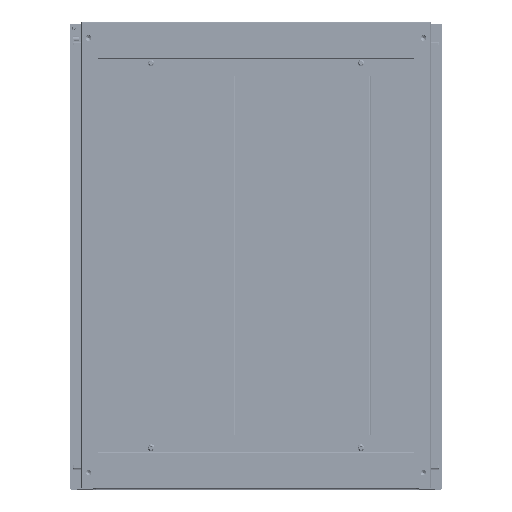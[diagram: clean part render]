
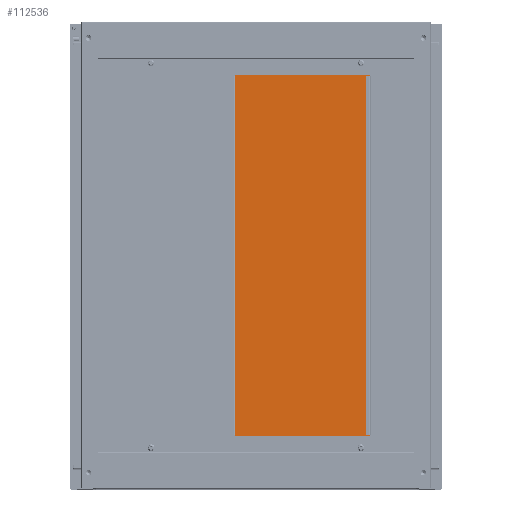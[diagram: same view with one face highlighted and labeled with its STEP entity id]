
A CAD part, top view. The second image highlights one B-rep face of the part: STEP entity #112536.
In plain terms, the highlighted face is planar.
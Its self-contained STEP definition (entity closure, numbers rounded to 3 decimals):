
#29580 = VERTEX_POINT ( 'NONE', #49917 ) ;
#29582 = VERTEX_POINT ( 'NONE', #49918 ) ;
#29585 = VERTEX_POINT ( 'NONE', #49919 ) ;
#29588 = VERTEX_POINT ( 'NONE', #49920 ) ;
#29591 = VERTEX_POINT ( 'NONE', #49921 ) ;
#29594 = VERTEX_POINT ( 'NONE', #49922 ) ;
#29597 = VERTEX_POINT ( 'NONE', #49923 ) ;
#29599 = VERTEX_POINT ( 'NONE', #49924 ) ;
#36390 = FACE_OUTER_BOUND ( 'NONE', #54479, .T. ) ;
#41877 = CARTESIAN_POINT ( 'NONE',  ( -400., -149., 1.5 ) ) ;
#41886 = PLANE ( 'NONE',  #51028 ) ;
#41896 = DIRECTION ( 'NONE',  ( 0., 0., 1. ) ) ;
#41898 = DIRECTION ( 'NONE',  ( 1., 0., 0. ) ) ;
#49917 = CARTESIAN_POINT ( 'NONE',  ( -385., -149., 1.5 ) ) ;
#49918 = CARTESIAN_POINT ( 'NONE',  ( -400., -149., 1.5 ) ) ;
#49919 = CARTESIAN_POINT ( 'NONE',  ( -400., 149., 1.5 ) ) ;
#49920 = CARTESIAN_POINT ( 'NONE',  ( 400., 149., 1.5 ) ) ;
#49921 = CARTESIAN_POINT ( 'NONE',  ( 400., -149., 1.5 ) ) ;
#49922 = CARTESIAN_POINT ( 'NONE',  ( 385., -149., 1.5 ) ) ;
#49923 = CARTESIAN_POINT ( 'NONE',  ( -385., -147.99, 1.5 ) ) ;
#49924 = CARTESIAN_POINT ( 'NONE',  ( 385., -147.99, 1.5 ) ) ;
#51028 = AXIS2_PLACEMENT_3D ( 'NONE', #41877, #41896, #41898 ) ;
#54479 = EDGE_LOOP ( 'NONE', ( #83053, #83051, #83049, #83047, #83045, #83043, #83041, #83039 ) ) ;
#59088 = LINE ( 'NONE', #60686, #59097 ) ;
#59097 = VECTOR ( 'NONE', #60697, 1000. ) ;
#59101 = LINE ( 'NONE', #60702, #59102 ) ;
#59102 = VECTOR ( 'NONE', #60704, 1000. ) ;
#59103 = LINE ( 'NONE', #60706, #59104 ) ;
#59104 = VECTOR ( 'NONE', #60707, 1000. ) ;
#59105 = LINE ( 'NONE', #60710, #59106 ) ;
#59106 = VECTOR ( 'NONE', #60712, 1000. ) ;
#59107 = LINE ( 'NONE', #60714, #59108 ) ;
#59108 = VECTOR ( 'NONE', #60715, 1000. ) ;
#59109 = LINE ( 'NONE', #60718, #59110 ) ;
#59110 = VECTOR ( 'NONE', #60720, 1000. ) ;
#59111 = LINE ( 'NONE', #60723, #59112 ) ;
#59112 = VECTOR ( 'NONE', #60724, 1000. ) ;
#59113 = LINE ( 'NONE', #60727, #59114 ) ;
#59114 = VECTOR ( 'NONE', #60729, 1000. ) ;
#60686 = CARTESIAN_POINT ( 'NONE',  ( -400., 149., 1.5 ) ) ;
#60697 = DIRECTION ( 'NONE',  ( -1., 0., 0. ) ) ;
#60702 = CARTESIAN_POINT ( 'NONE',  ( -400., 149., 1.5 ) ) ;
#60704 = DIRECTION ( 'NONE',  ( 0., -1., 0. ) ) ;
#60706 = CARTESIAN_POINT ( 'NONE',  ( -400., -149., 1.5 ) ) ;
#60707 = DIRECTION ( 'NONE',  ( 1., 0., 0. ) ) ;
#60710 = CARTESIAN_POINT ( 'NONE',  ( 385., -148., 1.5 ) ) ;
#60712 = DIRECTION ( 'NONE',  ( 0., -1., 0. ) ) ;
#60714 = CARTESIAN_POINT ( 'NONE',  ( 385., -147.99, 1.5 ) ) ;
#60715 = DIRECTION ( 'NONE',  ( -1., 0., 0. ) ) ;
#60718 = CARTESIAN_POINT ( 'NONE',  ( 400., 149., 1.5 ) ) ;
#60720 = DIRECTION ( 'NONE',  ( 0., 1., 0. ) ) ;
#60723 = CARTESIAN_POINT ( 'NONE',  ( -400., -149., 1.5 ) ) ;
#60724 = DIRECTION ( 'NONE',  ( 1., 0., 0. ) ) ;
#60727 = CARTESIAN_POINT ( 'NONE',  ( -385., -148., 1.5 ) ) ;
#60729 = DIRECTION ( 'NONE',  ( 0., -1., 0. ) ) ;
#67572 = EDGE_CURVE ( 'NONE', #29588, #29585, #59088, .T. ) ;
#67574 = EDGE_CURVE ( 'NONE', #29585, #29582, #59101, .T. ) ;
#67575 = EDGE_CURVE ( 'NONE', #29594, #29591, #59103, .T. ) ;
#67576 = EDGE_CURVE ( 'NONE', #29599, #29594, #59105, .T. ) ;
#67577 = EDGE_CURVE ( 'NONE', #29599, #29597, #59107, .T. ) ;
#67578 = EDGE_CURVE ( 'NONE', #29591, #29588, #59109, .T. ) ;
#67579 = EDGE_CURVE ( 'NONE', #29582, #29580, #59111, .T. ) ;
#67580 = EDGE_CURVE ( 'NONE', #29597, #29580, #59113, .T. ) ;
#83039 = ORIENTED_EDGE ( 'NONE', *, *, #67580, .F. ) ;
#83041 = ORIENTED_EDGE ( 'NONE', *, *, #67579, .T. ) ;
#83043 = ORIENTED_EDGE ( 'NONE', *, *, #67574, .T. ) ;
#83045 = ORIENTED_EDGE ( 'NONE', *, *, #67572, .T. ) ;
#83047 = ORIENTED_EDGE ( 'NONE', *, *, #67578, .T. ) ;
#83049 = ORIENTED_EDGE ( 'NONE', *, *, #67575, .T. ) ;
#83051 = ORIENTED_EDGE ( 'NONE', *, *, #67576, .T. ) ;
#83053 = ORIENTED_EDGE ( 'NONE', *, *, #67577, .F. ) ;
#112536 = ADVANCED_FACE ( 'NONE', ( #36390 ), #41886, .T. ) ;
